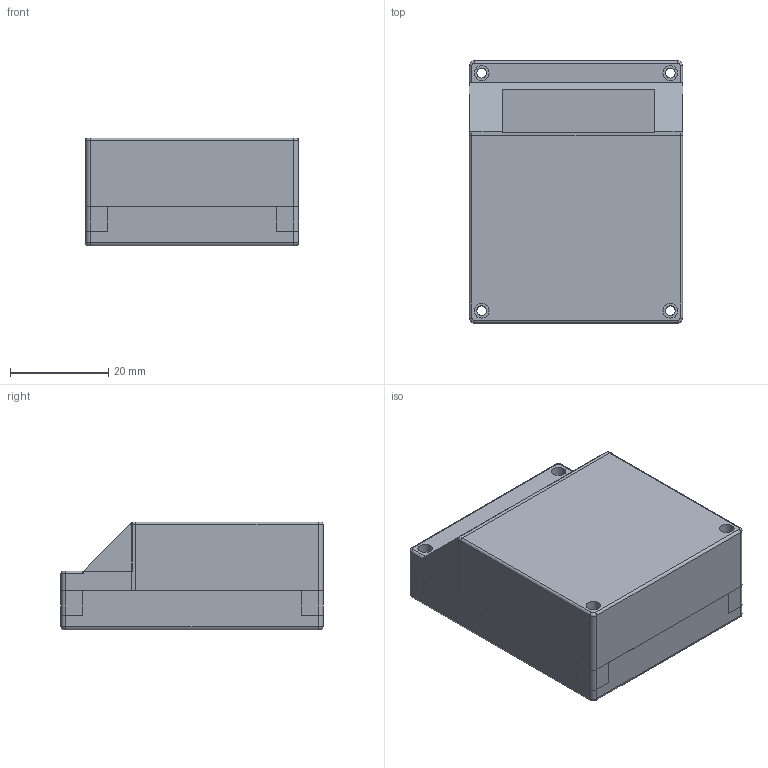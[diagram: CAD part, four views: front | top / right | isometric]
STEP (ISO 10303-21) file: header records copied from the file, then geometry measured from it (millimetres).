
FILE_DESCRIPTION(('FreeCAD Model'),'2;1');
FILE_NAME('complete.step' ,'2020-11-03T12:56:24',('Author'),(''), 'Open CASCADE STEP processor 7.4','FreeCAD','Unknown');
FILE_SCHEMA(('AUTOMOTIVE_DESIGN { 1 0 10303 214 1 1 1 1 }'));
Length unit declared in the file: millimetre
Products named in the file (1): complete_case_lower_w_upper
Bounding box: 43.5 x 53.5 x 22 mm (x, y, z)
Volume: 21437.3 mm3; surface area: 16822.2 mm2
Topology: 2 solids, 2 shells, 158 faces, 400 edges, 258 vertices
Faces by surface type: plane 108, cylinder 40, torus 4, revolution 4, bspline 2
Full cylindrical faces by diameter (mm): 2 x8, 3 x4
Entity records: 11356 total; most frequent: CARTESIAN_POINT 2133, DIRECTION 1500, LINE 1018, VECTOR 1018, ORIENTED_EDGE 800, PCURVE 800, DEFINITIONAL_REPRESENTATION 800, EDGE_CURVE 400
